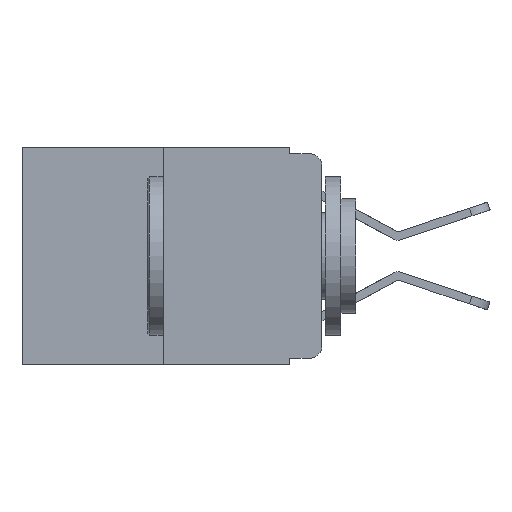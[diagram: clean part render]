
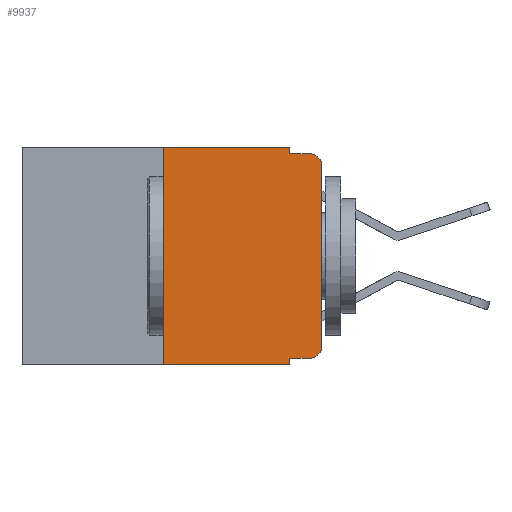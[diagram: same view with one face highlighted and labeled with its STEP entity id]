
A CAD part, left-side view. The second image highlights one B-rep face of the part: STEP entity #9937.
In plain terms, the highlighted planar face has unit normal (-1, 0, 0).
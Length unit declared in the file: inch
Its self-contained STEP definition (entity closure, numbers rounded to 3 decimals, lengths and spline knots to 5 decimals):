
#519 = VERTEX_POINT ( 'NONE', #1304 ) ;
#701 = ORIENTED_EDGE ( 'NONE', *, *, #764, .F. ) ;
#760 = EDGE_CURVE ( 'NONE', #519, #2242, #3218, .T. ) ;
#764 = EDGE_CURVE ( 'NONE', #1704, #2242, #2931, .T. ) ;
#850 = CARTESIAN_POINT ( 'NONE',  ( 0., 0.051, -0.01 ) ) ;
#880 = EDGE_LOOP ( 'NONE', ( #2955, #3527, #4437, #5788, #1604, #3739, #4032, #701, #3256, #2070 ) ) ;
#972 = EDGE_CURVE ( 'NONE', #11003, #5595, #9530, .T. ) ;
#1184 = EDGE_CURVE ( 'NONE', #8979, #7031, #6590, .T. ) ;
#1210 = DIRECTION ( 'NONE',  ( 0., 0., -1. ) ) ;
#1304 = CARTESIAN_POINT ( 'NONE',  ( 0., 0.25, -0.343 ) ) ;
#1405 = AXIS2_PLACEMENT_3D ( 'NONE', #8260, #3173, #9083 ) ;
#1467 = CARTESIAN_POINT ( 'NONE',  ( 0., 0., -0.313 ) ) ;
#1604 = ORIENTED_EDGE ( 'NONE', *, *, #972, .F. ) ;
#1704 = VERTEX_POINT ( 'NONE', #9231 ) ;
#1869 = EDGE_CURVE ( 'NONE', #519, #11003, #10507, .T. ) ;
#1941 = EDGE_CURVE ( 'NONE', #5595, #8979, #7848, .T. ) ;
#2029 = PLANE ( 'NONE',  #5100 ) ;
#2070 = ORIENTED_EDGE ( 'NONE', *, *, #10668, .T. ) ;
#2088 = VECTOR ( 'NONE', #6400, 39.37008 ) ;
#2242 = VERTEX_POINT ( 'NONE', #8760 ) ;
#2931 = LINE ( 'NONE', #8925, #9420 ) ;
#2947 = DIRECTION ( 'NONE',  ( 0., 0., -1. ) ) ;
#2955 = ORIENTED_EDGE ( 'NONE', *, *, #3894, .T. ) ;
#3173 = DIRECTION ( 'NONE',  ( -1., 0., 0. ) ) ;
#3194 = VERTEX_POINT ( 'NONE', #7197 ) ;
#3218 = LINE ( 'NONE', #6712, #9661 ) ;
#3256 = ORIENTED_EDGE ( 'NONE', *, *, #9451, .T. ) ;
#3434 = LINE ( 'NONE', #7677, #5771 ) ;
#3527 = ORIENTED_EDGE ( 'NONE', *, *, #6029, .T. ) ;
#3624 = CIRCLE ( 'NONE', #1405, 0.02 ) ;
#3739 = ORIENTED_EDGE ( 'NONE', *, *, #1869, .F. ) ;
#3889 = VECTOR ( 'NONE', #8788, 39.37008 ) ;
#3894 = EDGE_CURVE ( 'NONE', #4932, #10317, #3434, .T. ) ;
#3931 = DIRECTION ( 'NONE',  ( 0., -1., 0. ) ) ;
#4032 = ORIENTED_EDGE ( 'NONE', *, *, #760, .T. ) ;
#4159 = CARTESIAN_POINT ( 'NONE',  ( 0., 0.02, -0.01 ) ) ;
#4221 = CARTESIAN_POINT ( 'NONE',  ( 0., 0.051, -0.333 ) ) ;
#4437 = ORIENTED_EDGE ( 'NONE', *, *, #1184, .F. ) ;
#4471 = DIRECTION ( 'NONE',  ( 0., 0., -1. ) ) ;
#4502 = DIRECTION ( 'NONE',  ( -1., 0., 0. ) ) ;
#4778 = CARTESIAN_POINT ( 'NONE',  ( 0., 0.02, -0.03 ) ) ;
#4932 = VERTEX_POINT ( 'NONE', #1467 ) ;
#5100 = AXIS2_PLACEMENT_3D ( 'NONE', #10466, #8056, #2947 ) ;
#5107 = DIRECTION ( 'NONE',  ( 0., -1., 0. ) ) ;
#5111 = CARTESIAN_POINT ( 'NONE',  ( 0., 0.051, -0.01 ) ) ;
#5595 = VERTEX_POINT ( 'NONE', #7229 ) ;
#5713 = DIRECTION ( 'NONE',  ( 0., 0., -1. ) ) ;
#5771 = VECTOR ( 'NONE', #10432, 39.37008 ) ;
#5788 = ORIENTED_EDGE ( 'NONE', *, *, #1941, .F. ) ;
#5989 = LINE ( 'NONE', #4221, #2088 ) ;
#6029 = EDGE_CURVE ( 'NONE', #10317, #7031, #6759, .T. ) ;
#6036 = CARTESIAN_POINT ( 'NONE',  ( 0., 0.051, 0. ) ) ;
#6400 = DIRECTION ( 'NONE',  ( 0., -1., 0. ) ) ;
#6530 = AXIS2_PLACEMENT_3D ( 'NONE', #4778, #4502, #4471 ) ;
#6590 = LINE ( 'NONE', #5111, #10146 ) ;
#6712 = CARTESIAN_POINT ( 'NONE',  ( 0., 0.473, -0.343 ) ) ;
#6759 = CIRCLE ( 'NONE', #6530, 0.02 ) ;
#6880 = FACE_OUTER_BOUND ( 'NONE', #880, .T. ) ;
#7031 = VERTEX_POINT ( 'NONE', #4159 ) ;
#7061 = CARTESIAN_POINT ( 'NONE',  ( 0., 0.25, 0. ) ) ;
#7131 = DIRECTION ( 'NONE',  ( 0., -1., 0. ) ) ;
#7197 = CARTESIAN_POINT ( 'NONE',  ( 0., 0.02, -0.333 ) ) ;
#7229 = CARTESIAN_POINT ( 'NONE',  ( 0., 0.051, 0. ) ) ;
#7383 = VECTOR ( 'NONE', #7131, 39.37008 ) ;
#7677 = CARTESIAN_POINT ( 'NONE',  ( 0., 0., 0. ) ) ;
#7848 = LINE ( 'NONE', #6036, #8093 ) ;
#8056 = DIRECTION ( 'NONE',  ( 1., 0., 0. ) ) ;
#8093 = VECTOR ( 'NONE', #1210, 39.37008 ) ;
#8260 = CARTESIAN_POINT ( 'NONE',  ( 0., 0.02, -0.313 ) ) ;
#8760 = CARTESIAN_POINT ( 'NONE',  ( 0., 0.051, -0.343 ) ) ;
#8788 = DIRECTION ( 'NONE',  ( 0., 0., 1. ) ) ;
#8925 = CARTESIAN_POINT ( 'NONE',  ( 0., 0.051, 0. ) ) ;
#8979 = VERTEX_POINT ( 'NONE', #850 ) ;
#9037 = CARTESIAN_POINT ( 'NONE',  ( 0., 0.473, 0. ) ) ;
#9083 = DIRECTION ( 'NONE',  ( 0., 0., -1. ) ) ;
#9231 = CARTESIAN_POINT ( 'NONE',  ( 0., 0.051, -0.333 ) ) ;
#9353 = CARTESIAN_POINT ( 'NONE',  ( 0., 0., -0.03 ) ) ;
#9420 = VECTOR ( 'NONE', #5713, 39.37008 ) ;
#9451 = EDGE_CURVE ( 'NONE', #1704, #3194, #5989, .T. ) ;
#9530 = LINE ( 'NONE', #9037, #7383 ) ;
#9661 = VECTOR ( 'NONE', #3931, 39.37008 ) ;
#9937 = ADVANCED_FACE ( 'NONE', ( #6880 ), #2029, .F. ) ;
#10146 = VECTOR ( 'NONE', #5107, 39.37008 ) ;
#10317 = VERTEX_POINT ( 'NONE', #9353 ) ;
#10432 = DIRECTION ( 'NONE',  ( 0., 0., 1. ) ) ;
#10466 = CARTESIAN_POINT ( 'NONE',  ( 0., 0.473, 0. ) ) ;
#10507 = LINE ( 'NONE', #7061, #3889 ) ;
#10668 = EDGE_CURVE ( 'NONE', #3194, #4932, #3624, .T. ) ;
#11003 = VERTEX_POINT ( 'NONE', #11064 ) ;
#11064 = CARTESIAN_POINT ( 'NONE',  ( 0., 0.25, 0. ) ) ;
